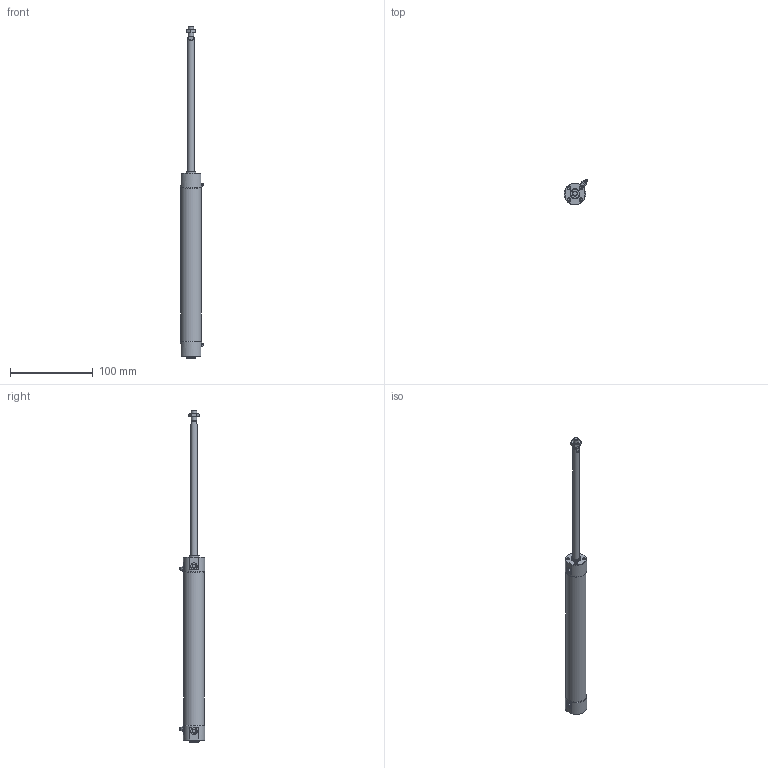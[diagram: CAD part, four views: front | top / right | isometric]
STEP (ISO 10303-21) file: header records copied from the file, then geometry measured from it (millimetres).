
FILE_DESCRIPTION(/* description */ ('OCG1 Tube-OCG1 Cylinder'),/* implementation_level */ '2;1');
FILE_NAME(/* name */ 'Pneu_PneuCylinder_OCG1_3-4x6.iam.stp',/* time_stamp */ '2016-01-07T16:51:05-08:00',/* author */ ('Cadenas PARTsolutions'),/* organization */ ('PHD'),/* preprocessor_version */ 'ST-DEVELOPER v16.1',/* originating_system */ 'Autodesk Inventor 2016',/* authorisation */ '');
FILE_SCHEMA (('AUTOMOTIVE_DESIGN { 1 0 10303 214 3 1 1 }'));
Length unit declared in the file: inch
Products named in the file (6): TUBE_OCG13_4x6_Open-Extend_; HD_OCG13_4x6_Open-Extend; PR_OCG1-3_4x6; PN1972-015_NUT1_4-28-UNF; CAP_OCG1-3_4; Pneu_PneuCylinder_OCG1_3-4x6
Assembly tree (5 placements, depth 2):
  Pneu_PneuCylinder_OCG1_3-4x6
    TUBE_OCG13_4x6_Open-Extend_
    HD_OCG13_4x6_Open-Extend
    PR_OCG1-3_4x6
    PN1972-015_NUT1_4-28-UNF
    CAP_OCG1-3_4
Bounding box: 28.35 x 30.91 x 401.32 mm (x, y, z)
Volume: 67840 mm3; surface area: 39961 mm2
Topology: 5 solids, 5 shells, 204 faces, 461 edges, 280 vertices
Faces by surface type: plane 111, cone 58, cylinder 35
Full cylindrical faces by diameter (mm): 3.141 x2, 3.404 x8, 3.988 x2, 4.134 x4, 5.367 x1, 6.35 x1, 8.001 x5, 8.026 x1, 11.989 x2, 19.025 x1, 19.05 x1, 24.994 x1, 25.908 x2
Entity records: 5290 total; most frequent: CARTESIAN_POINT 1077, DIRECTION 876, ORIENTED_EDGE 744, EDGE_CURVE 372, AXIS2_PLACEMENT_3D 345, EDGE_LOOP 292, VERTEX_POINT 260, FACE_OUTER_BOUND 204
